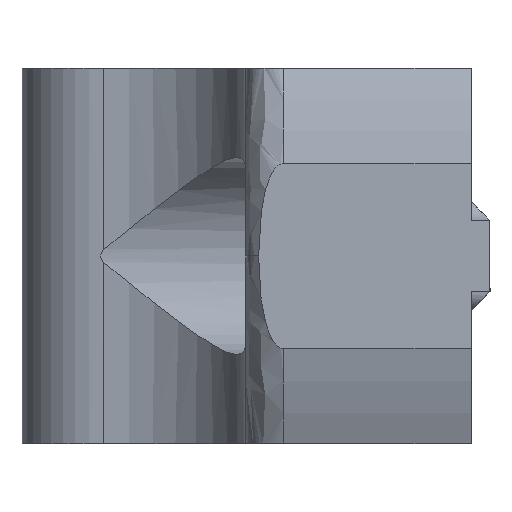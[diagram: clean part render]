
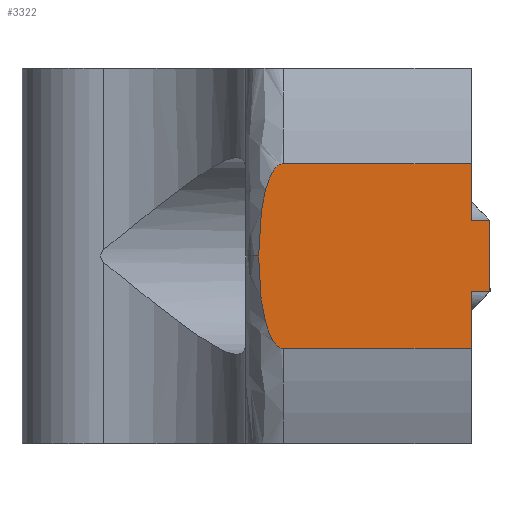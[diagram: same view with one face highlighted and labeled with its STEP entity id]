
A CAD part, left-side view. The second image highlights one B-rep face of the part: STEP entity #3322.
In plain terms, the highlighted planar face has unit normal (-1, 0, 0).
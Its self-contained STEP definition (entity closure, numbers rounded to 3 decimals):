
#26 = LINE ( 'NONE', #3541, #806 ) ;
#137 = CARTESIAN_POINT ( 'NONE',  ( 21., 25.899, -10.774 ) ) ;
#203 = CARTESIAN_POINT ( 'NONE',  ( 21., 26.06, -10.125 ) ) ;
#224 = CARTESIAN_POINT ( 'NONE',  ( 21., 26.099, -4.154 ) ) ;
#245 = CARTESIAN_POINT ( 'NONE',  ( 21., 26.323, -7.481 ) ) ;
#265 = DIRECTION ( 'NONE',  ( 0., 1., 0. ) ) ;
#311 = CARTESIAN_POINT ( 'NONE',  ( 21., 17., -11.961 ) ) ;
#312 = CARTESIAN_POINT ( 'NONE',  ( 21., 26.309, -7.926 ) ) ;
#390 = ORIENTED_EDGE ( 'NONE', *, *, #1195, .F. ) ;
#417 = B_SPLINE_CURVE_WITH_KNOTS ( 'NONE', 3,
 ( #527, #3105, #1145, #3149, #1841, #3512, #3169, #137, #3768, #203, #2208, #3855, #891, #312, #245, #3621 ),
 .UNSPECIFIED., .F., .F.,
 ( 4, 2, 2, 2, 2, 2, 2, 4 ),
 ( 0., 0., 0.001, 0.001, 0.002, 0.003, 0.004, 0.005 ),
 .UNSPECIFIED. ) ;
#467 = CARTESIAN_POINT ( 'NONE',  ( 21., 26.25, -5.257 ) ) ;
#509 = DIRECTION ( 'NONE',  ( 0., 0., 1. ) ) ;
#527 = CARTESIAN_POINT ( 'NONE',  ( 21., 25., -11.961 ) ) ;
#594 = CARTESIAN_POINT ( 'NONE',  ( 21., 25.956, -3.502 ) ) ;
#745 = CARTESIAN_POINT ( 'NONE',  ( 21., 15., -8.936 ) ) ;
#757 = EDGE_CURVE ( 'NONE', #1027, #3637, #26, .T. ) ;
#806 = VECTOR ( 'NONE', #1234, 1000. ) ;
#890 = CARTESIAN_POINT ( 'NONE',  ( 21., 25., -2.111 ) ) ;
#891 = CARTESIAN_POINT ( 'NONE',  ( 21., 26.25, -8.811 ) ) ;
#919 = VECTOR ( 'NONE', #265, 1000. ) ;
#929 = EDGE_LOOP ( 'NONE', ( #3336, #3234, #3224, #3754, #1690, #2086, #1348, #390, #3334 ) ) ;
#931 = CARTESIAN_POINT ( 'NONE',  ( 21., 26.058, -3.936 ) ) ;
#982 = VERTEX_POINT ( 'NONE', #3161 ) ;
#1027 = VERTEX_POINT ( 'NONE', #1415 ) ;
#1057 = CARTESIAN_POINT ( 'NONE',  ( 21., 29., 2.964 ) ) ;
#1063 = CARTESIAN_POINT ( 'NONE',  ( 21., 22., -5.136 ) ) ;
#1065 = EDGE_CURVE ( 'NONE', #2663, #1872, #2371, .T. ) ;
#1072 = CARTESIAN_POINT ( 'NONE',  ( 21., 14., -5.136 ) ) ;
#1084 = VECTOR ( 'NONE', #1830, 1000. ) ;
#1128 = B_SPLINE_CURVE_WITH_KNOTS ( 'NONE', 3,
 ( #3429, #3082, #1490, #467, #3873, #224, #931, #594, #1905, #3193, #1886, #3559, #3283, #3259, #2596, #890 ),
 .UNSPECIFIED., .F., .F.,
 ( 4, 2, 2, 2, 2, 2, 2, 4 ),
 ( 0.005, 0.007, 0.008, 0.009, 0.009, 0.01, 0.01, 0.011 ),
 .UNSPECIFIED. ) ;
#1130 = CARTESIAN_POINT ( 'NONE',  ( 21., 15., -11.961 ) ) ;
#1133 = LINE ( 'NONE', #2232, #1084 ) ;
#1145 = CARTESIAN_POINT ( 'NONE',  ( 21., 25.221, -11.91 ) ) ;
#1195 = EDGE_CURVE ( 'NONE', #1872, #1503, #1133, .T. ) ;
#1234 = DIRECTION ( 'NONE',  ( 0., 0., 1. ) ) ;
#1348 = ORIENTED_EDGE ( 'NONE', *, *, #1999, .F. ) ;
#1363 = AXIS2_PLACEMENT_3D ( 'NONE', #1057, #3387, #2984 ) ;
#1415 = CARTESIAN_POINT ( 'NONE',  ( 21., 15., -5.136 ) ) ;
#1490 = CARTESIAN_POINT ( 'NONE',  ( 21., 26.309, -6.146 ) ) ;
#1503 = VERTEX_POINT ( 'NONE', #1130 ) ;
#1508 = VERTEX_POINT ( 'NONE', #2822 ) ;
#1690 = ORIENTED_EDGE ( 'NONE', *, *, #1980, .F. ) ;
#1789 = CARTESIAN_POINT ( 'NONE',  ( 21., 25., -2.111 ) ) ;
#1830 = DIRECTION ( 'NONE',  ( 0., 0., -1. ) ) ;
#1841 = CARTESIAN_POINT ( 'NONE',  ( 21., 25.47, -11.68 ) ) ;
#1872 = VERTEX_POINT ( 'NONE', #745 ) ;
#1886 = CARTESIAN_POINT ( 'NONE',  ( 21., 25.655, -2.664 ) ) ;
#1905 = CARTESIAN_POINT ( 'NONE',  ( 21., 25.896, -3.287 ) ) ;
#1980 = EDGE_CURVE ( 'NONE', #1508, #2679, #1128, .T. ) ;
#1983 = VECTOR ( 'NONE', #2757, 1000. ) ;
#1989 = VECTOR ( 'NONE', #3692, 1000. ) ;
#1999 = EDGE_CURVE ( 'NONE', #1503, #982, #3236, .T. ) ;
#2039 = LINE ( 'NONE', #2667, #2189 ) ;
#2086 = ORIENTED_EDGE ( 'NONE', *, *, #3166, .F. ) ;
#2107 = CARTESIAN_POINT ( 'NONE',  ( 21., 22., -8.936 ) ) ;
#2144 = CARTESIAN_POINT ( 'NONE',  ( 21., 14., 2.964 ) ) ;
#2189 = VECTOR ( 'NONE', #3041, 1000. ) ;
#2208 = CARTESIAN_POINT ( 'NONE',  ( 21., 26.101, -9.907 ) ) ;
#2222 = VERTEX_POINT ( 'NONE', #1072 ) ;
#2232 = CARTESIAN_POINT ( 'NONE',  ( 21., 15., -17.036 ) ) ;
#2337 = FACE_OUTER_BOUND ( 'NONE', #929, .T. ) ;
#2371 = LINE ( 'NONE', #2107, #1989 ) ;
#2596 = CARTESIAN_POINT ( 'NONE',  ( 21., 25.113, -2.111 ) ) ;
#2663 = VERTEX_POINT ( 'NONE', #3475 ) ;
#2667 = CARTESIAN_POINT ( 'NONE',  ( 21., 29., -2.111 ) ) ;
#2675 = VECTOR ( 'NONE', #509, 1000. ) ;
#2679 = VERTEX_POINT ( 'NONE', #1789 ) ;
#2757 = DIRECTION ( 'NONE',  ( 0., -1., 0. ) ) ;
#2822 = CARTESIAN_POINT ( 'NONE',  ( 21., 26.323, -7.036 ) ) ;
#2947 = EDGE_CURVE ( 'NONE', #3637, #2679, #2039, .T. ) ;
#2984 = DIRECTION ( 'NONE',  ( 0., 0., 1. ) ) ;
#3041 = DIRECTION ( 'NONE',  ( 0., 1., 0. ) ) ;
#3082 = CARTESIAN_POINT ( 'NONE',  ( 21., 26.323, -6.591 ) ) ;
#3084 = LINE ( 'NONE', #1063, #1983 ) ;
#3105 = CARTESIAN_POINT ( 'NONE',  ( 21., 25.115, -11.961 ) ) ;
#3149 = CARTESIAN_POINT ( 'NONE',  ( 21., 25.399, -11.768 ) ) ;
#3161 = CARTESIAN_POINT ( 'NONE',  ( 21., 25., -11.961 ) ) ;
#3166 = EDGE_CURVE ( 'NONE', #982, #1508, #417, .T. ) ;
#3169 = CARTESIAN_POINT ( 'NONE',  ( 21., 25.748, -11.195 ) ) ;
#3193 = CARTESIAN_POINT ( 'NONE',  ( 21., 25.744, -2.868 ) ) ;
#3224 = ORIENTED_EDGE ( 'NONE', *, *, #757, .T. ) ;
#3234 = ORIENTED_EDGE ( 'NONE', *, *, #4081, .F. ) ;
#3236 = LINE ( 'NONE', #311, #919 ) ;
#3259 = CARTESIAN_POINT ( 'NONE',  ( 21., 25.22, -2.162 ) ) ;
#3283 = CARTESIAN_POINT ( 'NONE',  ( 21., 25.394, -2.3 ) ) ;
#3320 = CARTESIAN_POINT ( 'NONE',  ( 21., 15., -2.111 ) ) ;
#3322 = ADVANCED_FACE ( 'NONE', ( #2337 ), #4039, .T. ) ;
#3334 = ORIENTED_EDGE ( 'NONE', *, *, #1065, .F. ) ;
#3336 = ORIENTED_EDGE ( 'NONE', *, *, #4169, .T. ) ;
#3387 = DIRECTION ( 'NONE',  ( -1., 0., 0. ) ) ;
#3429 = CARTESIAN_POINT ( 'NONE',  ( 21., 26.323, -7.036 ) ) ;
#3452 = LINE ( 'NONE', #2144, #2675 ) ;
#3475 = CARTESIAN_POINT ( 'NONE',  ( 21., 14., -8.936 ) ) ;
#3512 = CARTESIAN_POINT ( 'NONE',  ( 21., 25.659, -11.399 ) ) ;
#3541 = CARTESIAN_POINT ( 'NONE',  ( 21., 15., 2.964 ) ) ;
#3559 = CARTESIAN_POINT ( 'NONE',  ( 21., 25.466, -2.387 ) ) ;
#3621 = CARTESIAN_POINT ( 'NONE',  ( 21., 26.323, -7.036 ) ) ;
#3637 = VERTEX_POINT ( 'NONE', #3320 ) ;
#3692 = DIRECTION ( 'NONE',  ( 0., 1., 0. ) ) ;
#3754 = ORIENTED_EDGE ( 'NONE', *, *, #2947, .T. ) ;
#3768 = CARTESIAN_POINT ( 'NONE',  ( 21., 25.959, -10.558 ) ) ;
#3855 = CARTESIAN_POINT ( 'NONE',  ( 21., 26.206, -9.252 ) ) ;
#3873 = CARTESIAN_POINT ( 'NONE',  ( 21., 26.205, -4.814 ) ) ;
#4039 = PLANE ( 'NONE',  #1363 ) ;
#4081 = EDGE_CURVE ( 'NONE', #1027, #2222, #3084, .T. ) ;
#4169 = EDGE_CURVE ( 'NONE', #2663, #2222, #3452, .T. ) ;
